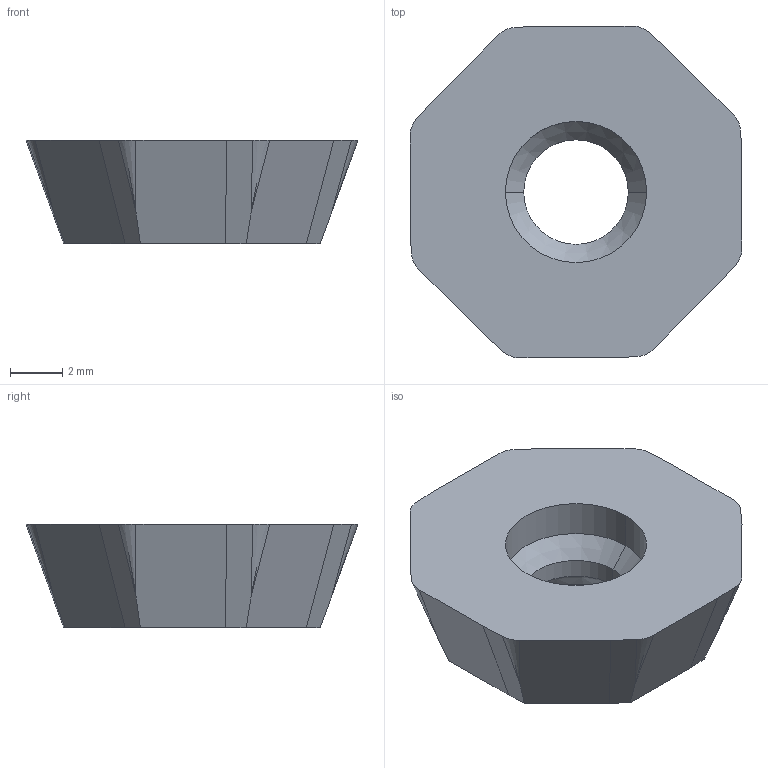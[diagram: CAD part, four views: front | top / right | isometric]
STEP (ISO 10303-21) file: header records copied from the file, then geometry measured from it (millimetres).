
FILE_DESCRIPTION((''),'2;1');
FILE_NAME('OEMX12T3ETR1','2015-12-10T',('tlyi02'),('PTC Japan'),'PRO/ENGINEER BY PARAMETRIC TECHNOLOGY CORPORATION, 2014310','PRO/ENGINEER BY PARAMETRIC TECHNOLOGY CORPORATION, 2014310','');
FILE_SCHEMA(('AUTOMOTIVE_DESIGN { 1 0 10303 214 1 1 1 1 }'));
Length unit declared in the file: millimetre
Products named in the file (1): OEMX12T3ETR1
Bounding box: 12.7 x 12.7 x 3.97 mm (x, y, z)
Volume: 338.9 mm3; surface area: 392.3 mm2
Topology: 1 solids, 1 shells, 35 faces, 100 edges, 60 vertices
Faces by surface type: plane 19, cone 12, cylinder 4
Entity records: 1450 total; most frequent: CARTESIAN_POINT 191, DIRECTION 186, ORIENTED_EDGE 184, PRESENTATION_STYLE_ASSIGNMENT 94, STYLED_ITEM 94, CURVE_STYLE 93, EDGE_CURVE 92, VECTOR 72
